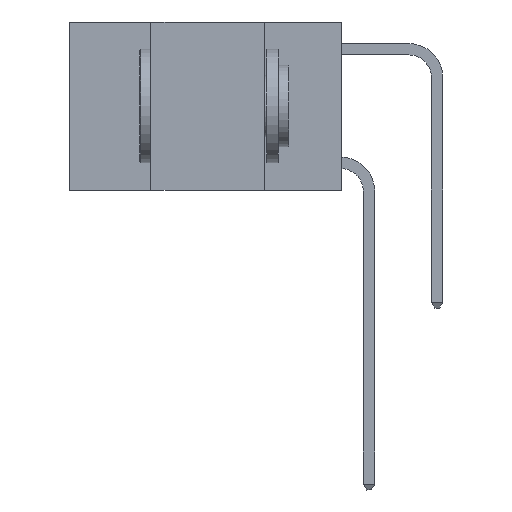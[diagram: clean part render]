
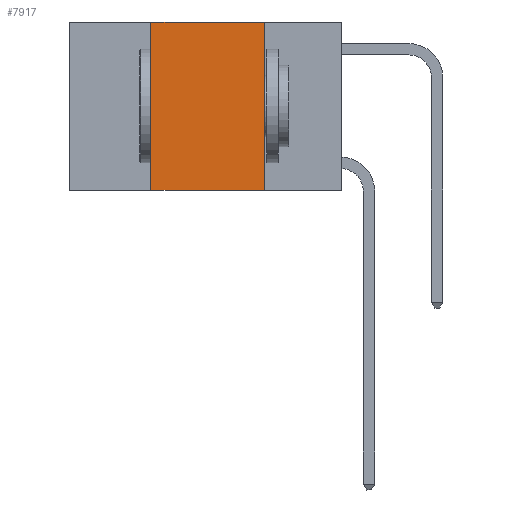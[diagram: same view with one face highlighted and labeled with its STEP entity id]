
A CAD part, left-side view. The second image highlights one B-rep face of the part: STEP entity #7917.
In plain terms, the highlighted planar face has unit normal (-1, 0, 0).
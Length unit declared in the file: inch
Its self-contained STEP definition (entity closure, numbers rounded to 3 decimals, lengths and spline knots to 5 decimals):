
#318 = VECTOR ( 'NONE', #9241, 39.37008 ) ;
#854 = LINE ( 'NONE', #6928, #2628 ) ;
#1092 = VECTOR ( 'NONE', #9399, 39.37008 ) ;
#1130 = AXIS2_PLACEMENT_3D ( 'NONE', #5825, #3218, #5658 ) ;
#1401 = FACE_OUTER_BOUND ( 'NONE', #8247, .T. ) ;
#1990 = VERTEX_POINT ( 'NONE', #6911 ) ;
#2274 = CARTESIAN_POINT ( 'NONE',  ( 0., 0.42, 0. ) ) ;
#2368 = PLANE ( 'NONE',  #1130 ) ;
#2450 = DIRECTION ( 'NONE',  ( 0., 0., -1. ) ) ;
#2628 = VECTOR ( 'NONE', #2450, 39.37008 ) ;
#2954 = CARTESIAN_POINT ( 'NONE',  ( 0., 0.42, -0.37 ) ) ;
#3218 = DIRECTION ( 'NONE',  ( 1., 0., 0. ) ) ;
#3569 = EDGE_CURVE ( 'NONE', #11116, #8431, #5759, .T. ) ;
#4064 = CARTESIAN_POINT ( 'NONE',  ( 0., 0.6, 0. ) ) ;
#4377 = ORIENTED_EDGE ( 'NONE', *, *, #3569, .F. ) ;
#4944 = LINE ( 'NONE', #8676, #5498 ) ;
#4982 = ORIENTED_EDGE ( 'NONE', *, *, #5584, .F. ) ;
#5113 = DIRECTION ( 'NONE',  ( 0., -1., 0. ) ) ;
#5498 = VECTOR ( 'NONE', #5113, 39.37008 ) ;
#5584 = EDGE_CURVE ( 'NONE', #10212, #11116, #11188, .T. ) ;
#5658 = DIRECTION ( 'NONE',  ( 0., 0., -1. ) ) ;
#5759 = LINE ( 'NONE', #4064, #318 ) ;
#5825 = CARTESIAN_POINT ( 'NONE',  ( 0., 0.6, 0. ) ) ;
#6498 = CARTESIAN_POINT ( 'NONE',  ( 0., 0.17, 0. ) ) ;
#6911 = CARTESIAN_POINT ( 'NONE',  ( 0., 0.17, -0.37 ) ) ;
#6928 = CARTESIAN_POINT ( 'NONE',  ( 0., 0.17, 0. ) ) ;
#7917 = ADVANCED_FACE ( 'NONE', ( #1401 ), #2368, .F. ) ;
#8247 = EDGE_LOOP ( 'NONE', ( #11171, #4377, #4982, #8584 ) ) ;
#8431 = VERTEX_POINT ( 'NONE', #6498 ) ;
#8584 = ORIENTED_EDGE ( 'NONE', *, *, #8888, .T. ) ;
#8676 = CARTESIAN_POINT ( 'NONE',  ( 0., 0.6, -0.37 ) ) ;
#8888 = EDGE_CURVE ( 'NONE', #10212, #1990, #4944, .T. ) ;
#9241 = DIRECTION ( 'NONE',  ( 0., -1., 0. ) ) ;
#9399 = DIRECTION ( 'NONE',  ( 0., 0., 1. ) ) ;
#9454 = CARTESIAN_POINT ( 'NONE',  ( 0., 0.42, 0. ) ) ;
#10212 = VERTEX_POINT ( 'NONE', #2954 ) ;
#11116 = VERTEX_POINT ( 'NONE', #2274 ) ;
#11171 = ORIENTED_EDGE ( 'NONE', *, *, #11187, .F. ) ;
#11187 = EDGE_CURVE ( 'NONE', #8431, #1990, #854, .T. ) ;
#11188 = LINE ( 'NONE', #9454, #1092 ) ;
